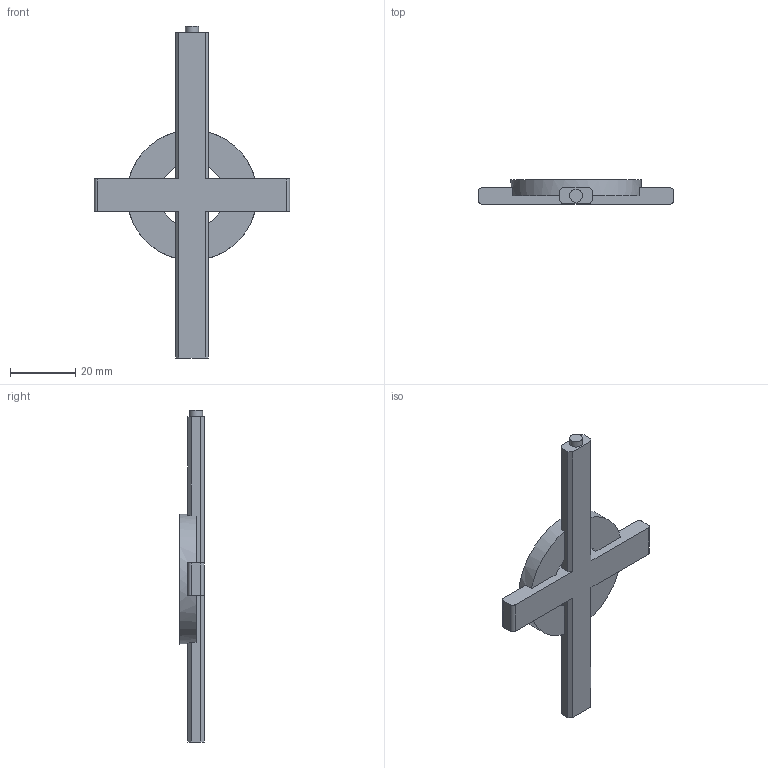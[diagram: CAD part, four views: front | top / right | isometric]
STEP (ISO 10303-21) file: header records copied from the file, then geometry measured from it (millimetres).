
FILE_DESCRIPTION(('Open CASCADE Model'),'2;1');
FILE_NAME('Open CASCADE Shape Model','2024-05-26T13:38:11',('Author'),( 'Open CASCADE'),'Open CASCADE STEP processor 7.7','Open CASCADE 7.7' ,'Unknown');
FILE_SCHEMA(('AUTOMOTIVE_DESIGN { 1 0 10303 214 1 1 1 1 }'));
Length unit declared in the file: millimetre
Products named in the file (1): Open CASCADE STEP translator 7.7 155
Bounding box: 60 x 7.5 x 102 mm (x, y, z)
Volume: 11047.8 mm3; surface area: 6014.7 mm2
Topology: 1 solids, 1 shells, 43 faces, 141 edges, 94 vertices
Faces by surface type: plane 36, cylinder 7
Full cylindrical faces by diameter (mm): 4 x1, 20 x1, 40 x1
Entity records: 3406 total; most frequent: CARTESIAN_POINT 757, DIRECTION 455, ORIENTED_EDGE 282, PCURVE 282, DEFINITIONAL_REPRESENTATION 282, LINE 267, VECTOR 267, EDGE_CURVE 141
